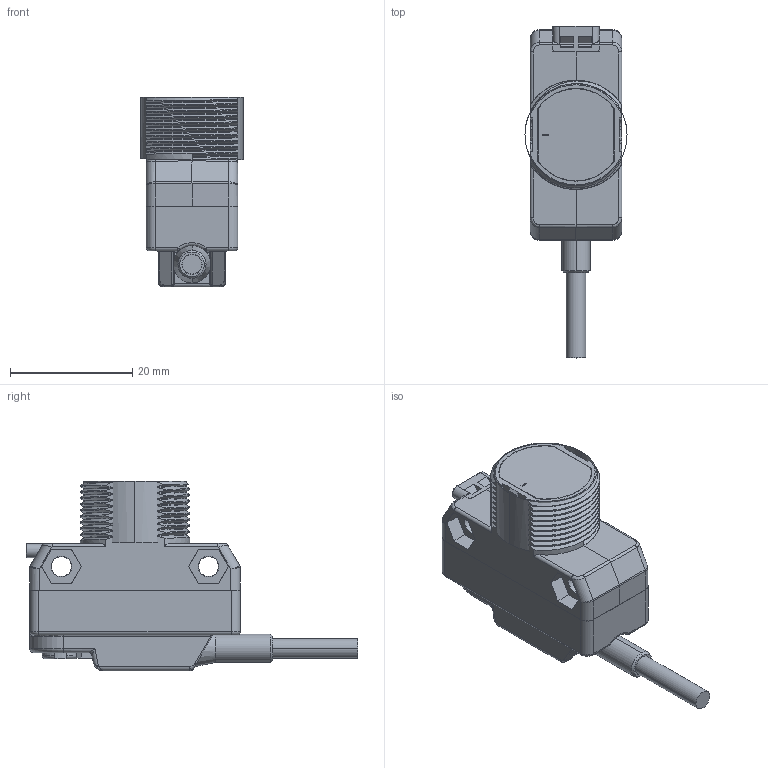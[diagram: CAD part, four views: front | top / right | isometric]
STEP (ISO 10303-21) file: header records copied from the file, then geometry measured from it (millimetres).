
FILE_DESCRIPTION((''),'2;1');
FILE_NAME('204442_ASM','2018-06-21T',('pdmadmin'),('BANNER ENGINEERING'),'CREO PARAMETRIC BY PTC INC, 2016260','CREO PARAMETRIC BY PTC INC, 2016260','');
FILE_SCHEMA(('CONFIG_CONTROL_DESIGN'));
Products named in the file (16): 193873_HOUSING; 114096; 194608; 193873_ASM; 113905; 195126_ASM; 111642; 60420; 114294_ASM; ASSEMBLY_55816; 68537_ASM; 127343; 67851_AF1; 60902; 61611_ASM; 204442_ASM
Assembly tree (15 placements, depth 4):
  204442_ASM
    195126_ASM
      193873_ASM
        193873_HOUSING
        114096
        194608
      113905
    68537_ASM
      114294_ASM
        111642
        60420
      ASSEMBLY_55816
    61611_ASM
      127343
      67851_AF1
      60902
Bounding box: 16.74 x 54.37 x 31.1 mm (x, y, z)
Volume: 6504.4 mm3; surface area: 10276.3 mm2
Topology: 10 solids, 12 shells, 1484 faces, 3820 edges, 2392 vertices
Faces by surface type: plane 771, cylinder 361, bspline 174, torus 78, cone 63, sphere 33, revolution 4
Entity records: 71766 total; most frequent: CARTESIAN_POINT 36659, ORIENTED_EDGE 7614, DIRECTION 6668, EDGE_CURVE 3814, VECTOR 2408, LINE 2408, VERTEX_POINT 2392, AXIS2_PLACEMENT_3D 2128
